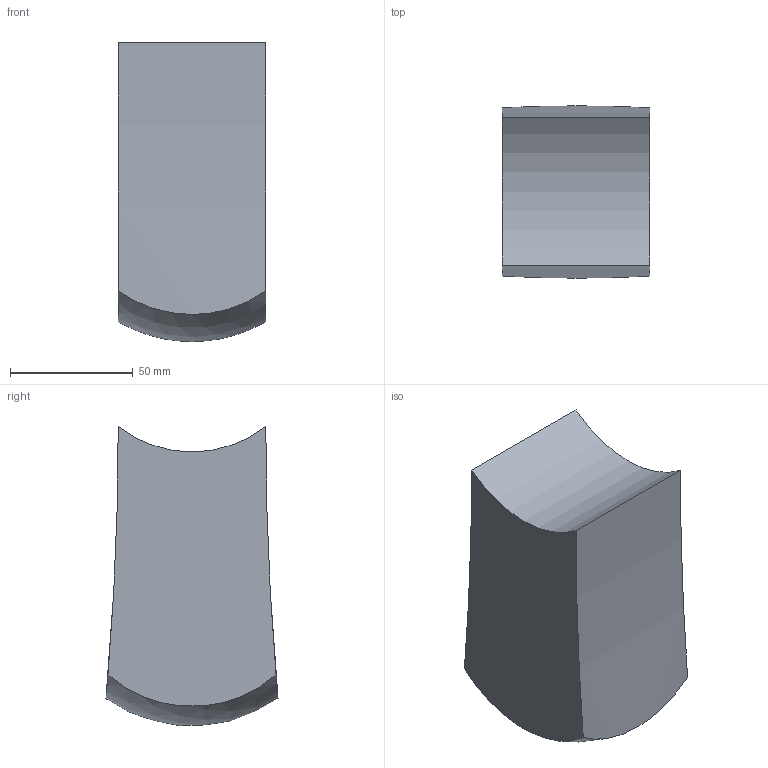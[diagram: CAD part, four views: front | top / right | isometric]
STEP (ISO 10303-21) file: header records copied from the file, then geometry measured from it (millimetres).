
FILE_DESCRIPTION(/* description */ ('','CAx-IF Rec.Pracs.---Representation and Presentation of Product Manufacturing Information (PMI)---4.0---2014-10-13'),/* implementation_level */ '2;1');
FILE_NAME(/* name */ 'shank_front.step',/* time_stamp */ '2021-07-01T01:44:18-04:00',/* author */ ('boxi'),/* organization */ (''),/* preprocessor_version */ 'ST-DEVELOPER v18',/* originating_system */ 'Autodesk Inventor 2020',/* authorisation */ '');
FILE_SCHEMA (('AP242_MANAGED_MODEL_BASED_3D_ENGINEERING_MIM_LF { 1 0 10303 442 1 1 4 }'));
Length unit declared in the file: millimetre
Products named in the file (1): shank_2
Bounding box: 60 x 70 x 121.65 mm (x, y, z)
Volume: 415363.2 mm3; surface area: 34529.5 mm2
Topology: 1 solids, 1 shells, 6 faces, 14 edges, 10 vertices
Faces by surface type: cylinder 3, plane 2, sphere 1
Entity records: 332 total; most frequent: CARTESIAN_POINT 76, DIRECTION 58, ORIENTED_EDGE 28, AXIS2_PLACEMENT_3D 28, EDGE_CURVE 14, VERTEX_POINT 10, CIRCLE 8, FACE_OUTER_BOUND 6
